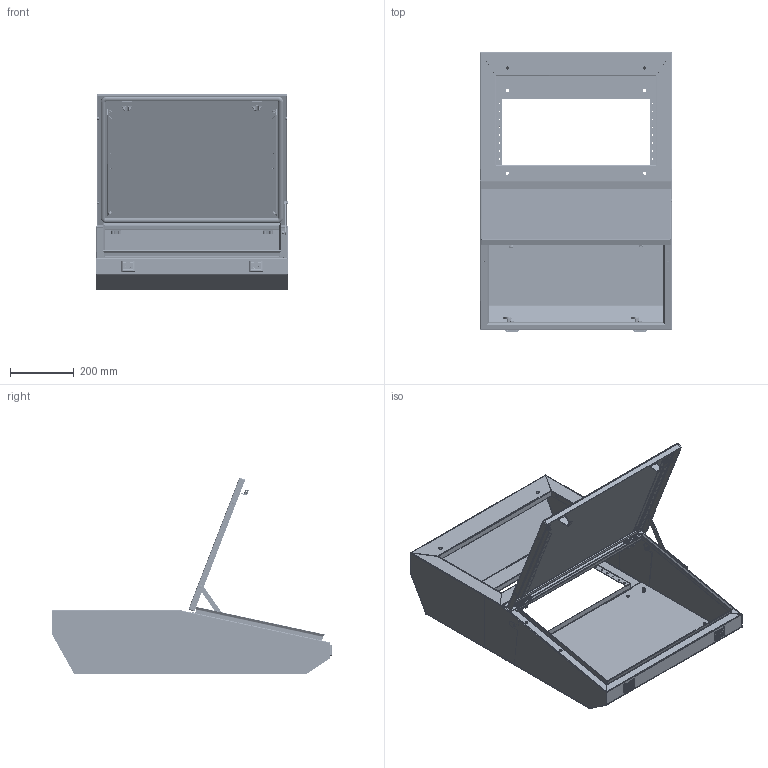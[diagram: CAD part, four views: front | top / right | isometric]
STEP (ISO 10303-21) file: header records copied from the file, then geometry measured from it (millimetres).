
FILE_DESCRIPTION (( 'STEP AP203' ), '1' );
FILE_NAME ('R5S02.step', '2013-04-26T12:40:39', ( 'User' ), ( 'DKC' ), 'SwSTEP 2.0', 'SolidWorks 2012', '' );
FILE_SCHEMA (( 'CONFIG_CONTROL_DESIGN' ));
Products named in the file (45): R5S02; Hex flange nut M6 China CM100600_B18.2.2.4M - Hex flange nut, M6 x 1 --N; Door traverse CN, VN_AC00C297  R5S02; Assem Control desks CN console_R5MPC600; MOLLA AC00C344_AC00C344; AC00C318_AC00C318; Handle for desk_�� 㬮�砭��; Sealant AC00356_�� 㬮�砭��; AC00C348_�� 㬮�砭��; Hex Flange Bolt M6x10_ISO 4162 - M6 x 12 x 12-S; Piastrina AC00C347_�� 㬮�砭��; Inserto a doppio pettine AC00C443_AC00C343; BASETTA ESTERNA PER BOX AC00C503_AC00C503; Assem front door of top part CN_LA02C015  600mm; AC00C112; lock catch LE02C082; CERNIERA SALDATA_AC00C398; lock catch LA02C021; LA sealant for door_600; Front door of top part CN_600; Hinge CE (mirror) (1); Hinge CE (1); Perno AC00C401 (3)_AC00C401; Tapping screw 4.2x16 (1)_Tapping screw 4.2x16; CERNIERA AC00C399; blocchetto fissaggio cerniera AC00C354_AC00C354; Coverstop PN (1)_AC00C452; Nut M5 A3200001_A3200001; Prigioniero PFH-M5-12_�� 㬮�砭��; Øàéáà 5.65Ã ÃÎÑÒ 11648-75 (1)_˜ ©¡  5.65ƒ ƒŽ‘’ 11648-75; Øàéáà 3.65Ã ÃÎÑÒ 11648-75 (1)_˜ ©¡  3.65ƒ ƒŽ‘’ 11648-75; bar AC00C278; AC00C279_AC00C279; Flange Nut M5_Flange Nut M5; vite m5x10 ac00c274_Vite M5x10 AC00C274; AC00C452_AC00C452; Body of control desk CN console_LM01S007  600mm; Reinforced plate LM01C042_�� 㬮�砭��; end-cap_AC00C061; land_�� 㬮�砭�� ...
Assembly tree (78 placements, depth 4):
  R5S02
    Assem Control desks CN console_R5MPC600
      Body of control desk CN console_LM01S007  600mm
        Left side CN LM01C022 (console)_�� 㬮�砭��
        Front bottom profile CN (console) (+k)_LM01C024  600mm
        Back profile CN (console) (+k=0.1)_LM01C036  600mm
        Front top profile CN (console) (+k=0.1)_LM01C030  600mm
        Left side CN LM01C022 (console)_MirrorLE01C051
        land_�� 㬮�砭��  x6
        end-cap_AC00C061  x6
        Reinforced plate LM01C042_�� 㬮�砭��  x2
      Coverstop PN (1)_AC00C452
        AC00C452_AC00C452
        vite m5x10 ac00c274_Vite M5x10 AC00C274  x2
        Flange Nut M5_Flange Nut M5  x2
        AC00C279_AC00C279
        bar AC00C278
        Øàéáà 3.65Ã ÃÎÑÒ 11648-75 (1)_˜ ©¡  3.65ƒ ƒŽ‘’ 11648-75
        Øàéáà 5.65Ã ÃÎÑÒ 11648-75 (1)_˜ ©¡  5.65ƒ ƒŽ‘’ 11648-75
        Prigioniero PFH-M5-12_�� 㬮�砭��
        Nut M5 A3200001_A3200001
      Hinge CE (1)
        blocchetto fissaggio cerniera AC00C354_AC00C354
        CERNIERA AC00C399
        Tapping screw 4.2x16 (1)_Tapping screw 4.2x16  x2
        Perno AC00C401 (3)_AC00C401
      Hinge CE (mirror) (1)
        blocchetto fissaggio cerniera AC00C354_AC00C354
        CERNIERA AC00C399
        Tapping screw 4.2x16 (1)_Tapping screw 4.2x16  x2
        Perno AC00C401 (3)_AC00C401
      Assem front door of top part CN_LA02C015  600mm
        Front door of top part CN_600
        LA sealant for door_600
        lock catch LA02C021
        CERNIERA SALDATA_AC00C398  x2
        lock catch LE02C082
        AC00C112  x4
        land_�� 㬮�砭��  x4
      Handle for desk_�� 㬮�砭��  x2
        BASETTA ESTERNA PER BOX AC00C503_AC00C503
        Inserto a doppio pettine AC00C443_AC00C343
        Piastrina AC00C347_�� 㬮�砭��
        Hex Flange Bolt M6x10_ISO 4162 - M6 x 12 x 12-S
        AC00C348_�� 㬮�砭��
        Sealant AC00356_�� 㬮�砭��
      AC00C318_AC00C318  x2
      MOLLA AC00C344_AC00C344  x2
    Door traverse CN, VN_AC00C297  R5S02  x2
    Hex flange nut M6 China CM100600_B18.2.2.4M - Hex flange nut, M6 x 1 --N  x4
Bounding box: 600 x 876.56 x 615.6 mm (x, y, z)
Volume: 2588168.2 mm3; surface area: 3069489.1 mm2
Topology: 86 solids, 86 shells, 7378 faces, 19906 edges, 12834 vertices
Faces by surface type: bspline 3188, cylinder 1856, plane 1530, cone 674, torus 110, sphere 20
Entity records: 156894 total; most frequent: CARTESIAN_POINT 93683, ORIENTED_EDGE 12724, DIRECTION 10960, EDGE_CURVE 6362, VERTEX_POINT 3973, AXIS2_PLACEMENT_3D 3940, VECTOR 3080, LINE 3080
